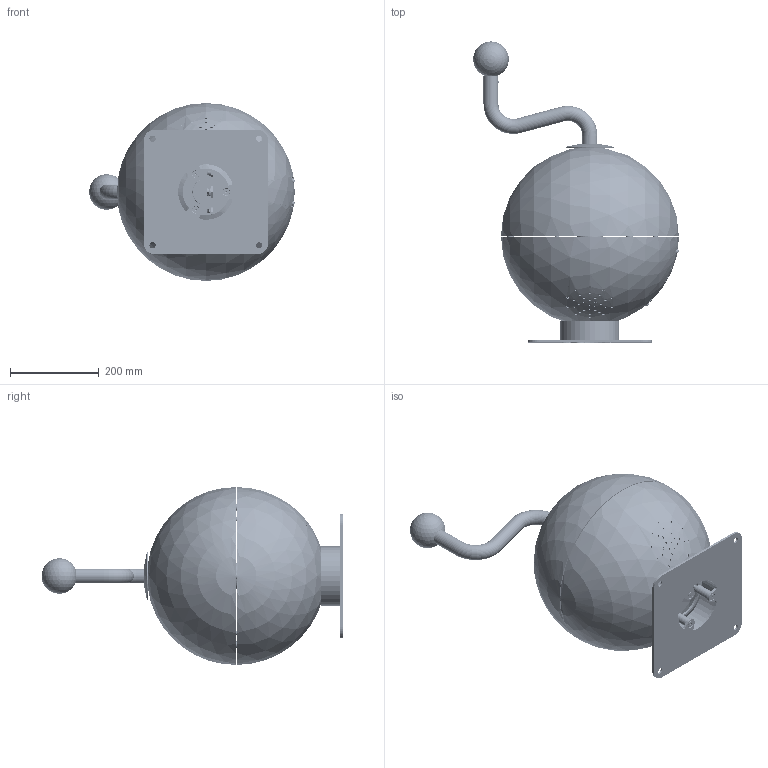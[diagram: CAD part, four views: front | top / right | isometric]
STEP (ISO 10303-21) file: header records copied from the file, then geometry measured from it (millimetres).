
FILE_DESCRIPTION (( 'STEP AP203' ), '1' );
FILE_NAME ('90003_R4_MUSICBALL.STEP', '2021-09-30T07:38:06', ( '' ), ( '' ), 'SwSTEP 2.0', 'SolidWorks 2020', '' );
FILE_SCHEMA (( 'CONFIG_CONTROL_DESIGN' ));
Length unit declared in the file: millimetre
Products named in the file (69): hex bolt gradec_1_iso_ISO 4016 - M10 x 20 x 20-NN2; 10188_tube_collar_133x4; small countersunk head riveted nuts_gb_GB_SPECIAL_TYPE15 M6X15-N2; 30103_UUB_BUS; hex bolt gradec_1_iso_ISO 4016 - M8 x 20 x 20-NN1; 20003_R2_MB_CRANK; socket button head screw_1_isofer-DESKTOP-49KEIT0_ISO 7380 - M5 x 12 - 12N2; 10191_r1_modulespacer_18mm; 10184_ring_bottomsphere_5mmsteel; y_Washer ISO 7091 - 81; 10180_servicewindow_bent_1mmsteel; 10200_R2_footplate_mb_5mmsteel; torque nut 08_1_isoas_ISO 10511-M10-N2; 20002_MB_TOPSPHERE; 30066_R1_chassisplug_USB; 30069_R1_chassisplug_generator; 10026_gear_M2-Z15; 20001_R3_MB_BOTTOMSPHERE; hex bolt gradec_1_iso_ISO 4016 - M10 x 40 x 40-NN2; parallel_din_Parallel key A6 x 6 x 22 DIN 6885; 10139_spacer_bush97,5mm; torque nut 08_1_isoas_ISO 10511-M8-N1; 10102_crankball_80; plain washer large grade ac_1_iso1_Washer ISO 7093 - 102; 10176_servicehatch_steel; 10193_R1_spacer_nylon_skiffy_005 5300 599 02; 30032_speaker_large_4ohm; 10175_bottom_sphere_steel_gat voor asdoorvoer; 11586_spatflap_module_protecting; 10187_spacer-bush_40mm; 10040_R2_AN_COMPUTER; socket set screw flat point_1_din_DIN 913 - M6 x 6-S2; hex bolt gradec_1_iso_ISO 4016 - M6 x 30 x 30-NN2; 30145_R1_usbwithlogo; 10182_innerring_topsphere_4mmsteel; hex tapping screws_1_iso_Tapping Screw ISO 14585 - ST3.5 x 9.5-C-S1; 10115_crankball_bearing_SST; small countersunk head riveted nuts_gb_GB_SPECIAL_TYPE15 M5X12-N2; 10170_bearingdisk_sphere_M12_4mmsteel; 10062_generator_support_95-15_SST ...
Assembly tree (114 placements, depth 3):
  90003_R4_MUSICBALL
    70171_Generator_small_mounted_gear_M2Z15
      40017_generator_keyway_small_60cmcable_plug
      10026_gear_M2-Z15
      10027_ring_tandwiel_M2Z15
      hex tapping screws_1_iso_Tapping Screw ISO 14585 - ST3.5 x 9.5-C-S1
    40006_Speaker large 80cm cable plug 4OHM
      30107_cable_2pole_150cm
      30050_r1_cableplug_2-pole
      30032_speaker_large_4ohm
    30145_R1_usbwithlogo
    20004_CRANKBALL_WELDED_STUD
      10102_crankball_80
      studboltmfs_din_DIN 976-2 -- MFS M8 x 80 --- N
    20003_R2_MB_CRANK
      10107_crank_large
      10110_crank_cap
      10117_r2_crank_extension_medium
    20002_MB_TOPSPHERE
      10170_bearingdisk_sphere_M12_4mmsteel
      10178_top_sphere_steel_met gaten
      10182_innerring_topsphere_4mmsteel
    20001_R3_MB_BOTTOMSPHERE
      10017_R2_speaker_ring_2mmsteel
      10175_bottom_sphere_steel_gat voor asdoorvoer
      10180_servicewindow_bent_1mmsteel
      10183_R1_innerring_bottomsphere_4mmsteel
      10184_ring_bottomsphere_5mmsteel
      small countersunk head riveted nuts_gb_GB_SPECIAL_TYPE15 M5X12-N2  x4
      small countersunk head riveted nuts_gb_GB_SPECIAL_TYPE15 M6X15-N2  x4
    20000_MB_FOOT_R2
      10200_R2_footplate_mb_5mmsteel
      10188_tube_collar_133x4
    11586_spatflap_module_protecting
    10193_R1_spacer_nylon_skiffy_005 5300 599 02  x3
    10191_r1_modulespacer_18mm
    10187_spacer-bush_40mm  x3
    10176_servicehatch_steel
    10139_spacer_bush97,5mm  x4
    10115_crankball_bearing_SST
    10070_block_bearing_large F207  x2
    10062_generator_support_95-15_SST
    10056_R1_dustcover_USB
    10040_R2_AN_COMPUTER
      30103_UUB_BUS
      30080_Box_Medium_AN
      30069_R1_chassisplug_generator
      30068_R1_chassisplug_speaker_2p
      30067_chassisplug_switch
      30066_R1_chassisplug_USB
      30065_R2_chassisplug_volume
    10037_R1_gear_M2-Z95_nylon_keyway
    hex bolt gradec_1_iso_ISO 4016 - M10 x 40 x 40-NN2  x3
    hex bolt gradec_1_iso_ISO 4016 - M6 x 30 x 30-NN2  x3
    socket countersunk head screw_1_iso_ISO 10642 - M8 x 60 - 60N2  x3
    hex bolt gradec_1_iso_ISO 4016 - M12 x 140 x 30-NN2  x4
    hex bolt gradec_1_iso_ISO 4016 - M8 x 20 x 20-NN1  x4
    socket button head screw_2_iso_ISO 7380 - M6 x 16 - 16N1  x4
    hex bolt gradec_1_iso_ISO 4016 - M10 x 20 x 20-NN2
    socket button head screw_1_isofer-DESKTOP-49KEIT0_ISO 7380 - M5 x 12 - 12N2  x4
Bounding box: 462.47 x 677.3 x 400 mm (x, y, z)
Volume: 4430734.6 mm3; surface area: 2335933.2 mm2
Topology: 140 solids, 140 shells, 6507 faces, 15464 edges, 9730 vertices
Faces by surface type: cylinder 2715, plane 1660, cone 866, bspline 858, torus 308, sphere 100
Entity records: 236472 total; most frequent: CARTESIAN_POINT 113422, ORIENTED_EDGE 25250, DIRECTION 20938, EDGE_CURVE 12625, VERTEX_POINT 8144, AXIS2_PLACEMENT_3D 7765, EDGE_LOOP 6111, VECTOR 5408
